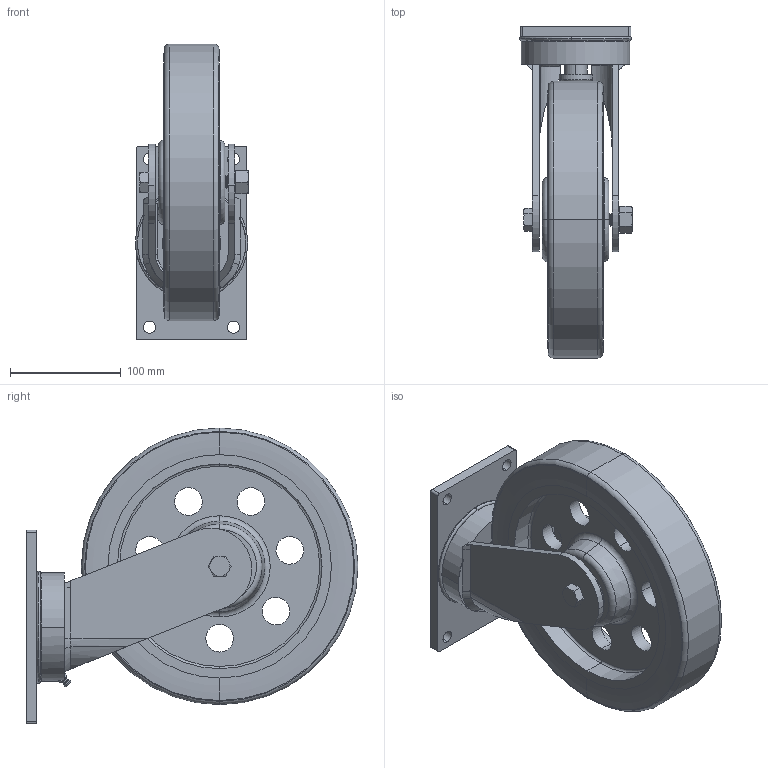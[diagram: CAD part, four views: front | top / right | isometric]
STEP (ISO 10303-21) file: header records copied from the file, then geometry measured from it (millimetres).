
FILE_DESCRIPTION (( 'STEP AP203' ), '1' );
FILE_NAME ('S1025.STEP', '2020-02-24T08:16:07', ( '' ), ( '' ), 'SwSTEP 2.0', 'SolidWorks 2013', '' );
FILE_SCHEMA (( 'CONFIG_CONTROL_DESIGN' ));
Length unit declared in the file: millimetre
Products named in the file (1): S1025
Bounding box: 101.89 x 300 x 267.5 mm (x, y, z)
Surface area: 345003.4 mm2 (no closed solid volume)
Topology: 0 solids, 23 shells, 264 faces, 854 edges, 602 vertices
Faces by surface type: cylinder 78, plane 70, torus 57, cone 34, sphere 24, bspline 1
Entity records: 12726 total; most frequent: CARTESIAN_POINT 5318, DIRECTION 1583, ORIENTED_EDGE 1375, EDGE_CURVE 854, AXIS2_PLACEMENT_3D 685, VERTEX_POINT 602, CIRCLE 421, EDGE_LOOP 317
